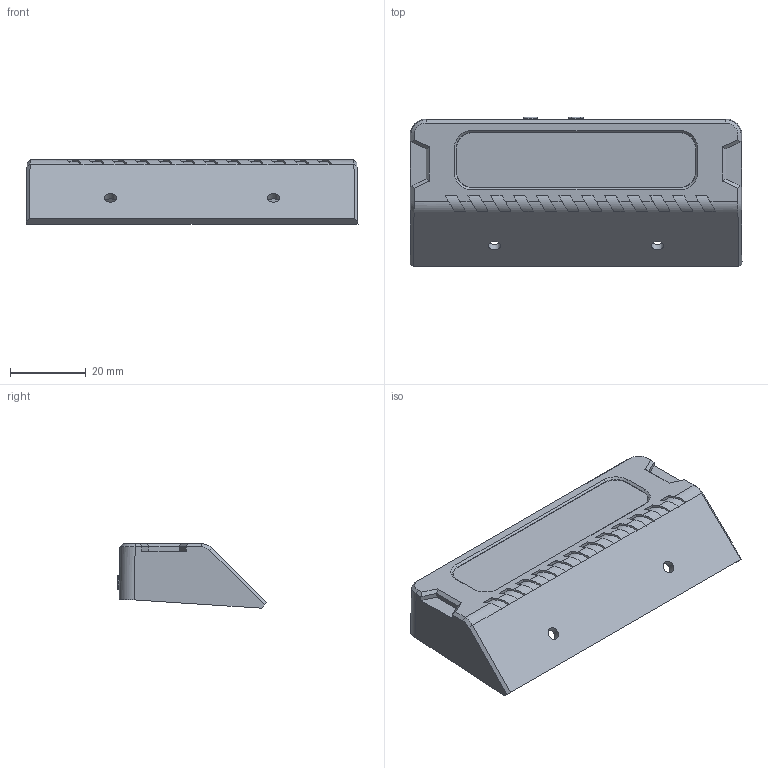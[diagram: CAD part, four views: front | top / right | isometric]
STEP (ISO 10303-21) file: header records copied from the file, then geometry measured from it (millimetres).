
FILE_DESCRIPTION((''),'2;1');
FILE_NAME('N099X2_ASM_41_ASM_1_ASM','2024-08-29T13:57:57',('123456'),(''),'CREO PARAMETRIC BY PTC INC, 2019080','CREO PARAMETRIC BY PTC INC, 2019080','');
FILE_SCHEMA(('AUTOMOTIVE_DESIGN { 1 0 10303 214 1 1 1 1 }'));
Length unit declared in the file: millimetre
Products named in the file (14): WATCK_KEY_SHELL-LCD_1_1; LCD-CM_1_1_1; LCD-CM_1_2_1; LCD-CM_1_ASM_1_ASM; PCB_1_1; FPC_1_1; N099_2LCD_COV1_4_1; SPEC_8_1; PRT0001_1_1; PCB-02; 00; N099X2_ASM_41_ASM_1_ASM
Assembly tree (14 placements, depth 3):
  N099X2_ASM_41_ASM_1_ASM
    WATCK_KEY_SHELL-LCD_1_1  x2
    LCD-CM_1_ASM_1_ASM
      LCD-CM_1_1_1
      LCD-CM_1_2_1
    PCB_1_1
    FPC_1_1
    N099_2LCD_COV1_4_1
    SPEC_8_1
    PRT0001_1_1
    PCB-02
    00
    00
    00
Bounding box: 87.59 x 39.36 x 16.97 mm (x, y, z)
Volume: 20370.9 mm3; surface area: 29326.5 mm2
Topology: 15 solids, 15 shells, 671 faces, 1765 edges, 1146 vertices
Faces by surface type: plane 525, cylinder 110, cone 18, bspline 8, torus 8, extrusion 2
Entity records: 25929 total; most frequent: CARTESIAN_POINT 4406, ORIENTED_EDGE 3458, DIRECTION 3193, EDGE_CURVE 1729, PRESENTATION_STYLE_ASSIGNMENT 1464, STYLED_ITEM 1464, CURVE_STYLE 1420, VECTOR 1399
